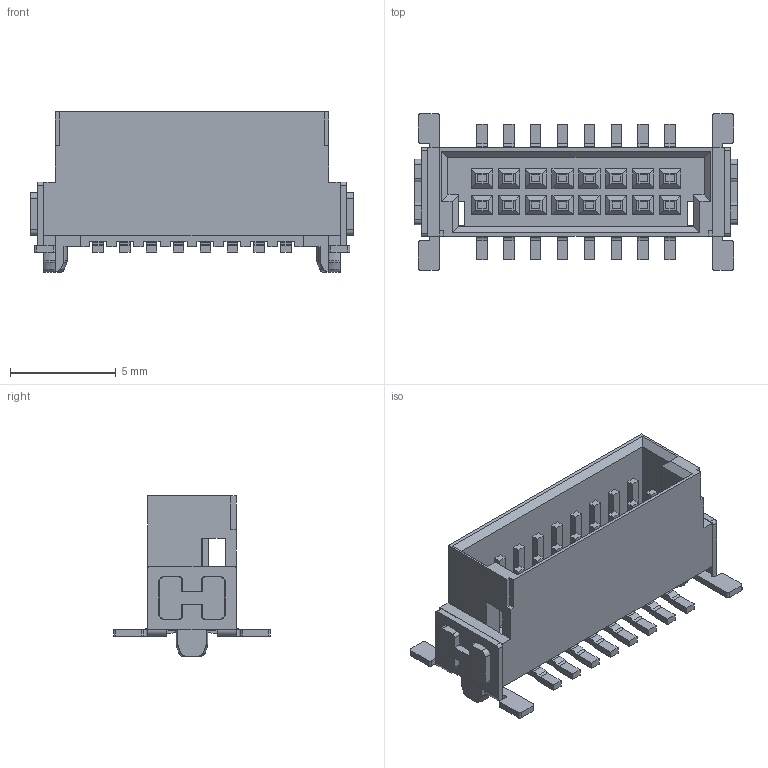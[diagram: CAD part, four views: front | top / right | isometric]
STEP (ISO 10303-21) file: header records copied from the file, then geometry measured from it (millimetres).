
FILE_DESCRIPTION((''),'2;1');
FILE_NAME('HARTING_15 11 016 2601 000.stp','2015-05-11T13:49:28',(''),(''),'Mechanical Desktop 2011','Mechanical Desktop 2011',', , ');
FILE_SCHEMA(('AUTOMOTIVE_DESIGN { 1 2 10303 214 1 1 1 1 }'));
Length unit declared in the file: millimetre
Products named in the file (1): Product
Bounding box: 15.24 x 7.4 x 7.58 mm (x, y, z)
Volume: 173.1 mm3; surface area: 771.6 mm2
Topology: 35 solids, 35 shells, 663 faces, 1712 edges, 1128 vertices
Faces by surface type: plane 481, bspline 104, cylinder 70, cone 6, torus 2
Entity records: 21463 total; most frequent: CARTESIAN_POINT 5870, ORIENTED_EDGE 3424, DIRECTION 2744, EDGE_CURVE 1712, VECTOR 1336, LINE 1336, VERTEX_POINT 1128, AXIS2_PLACEMENT_3D 704
